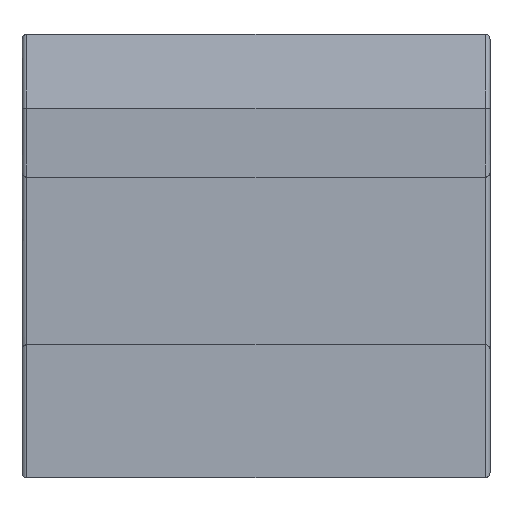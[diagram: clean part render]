
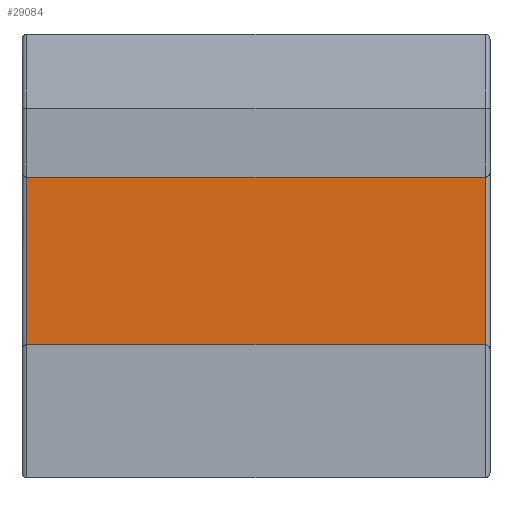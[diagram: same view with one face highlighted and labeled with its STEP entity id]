
A CAD part, front view. The second image highlights one B-rep face of the part: STEP entity #29084.
In plain terms, the highlighted planar face has unit normal (0, -1, 0).
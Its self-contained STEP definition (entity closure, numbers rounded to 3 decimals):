
#723 = EDGE_CURVE ( 'NONE', #14165, #14621, #3939, .T. ) ;
#745 = DIRECTION ( 'NONE',  ( 0., 0., 1. ) ) ;
#1911 = CARTESIAN_POINT ( 'NONE',  ( 46.5, -25.5, -18. ) ) ;
#3939 = LINE ( 'NONE', #11178, #15196 ) ;
#6938 = CARTESIAN_POINT ( 'NONE',  ( -46.5, -25.5, -18. ) ) ;
#7469 = VECTOR ( 'NONE', #14135, 1000. ) ;
#8456 = CARTESIAN_POINT ( 'NONE',  ( 47.5, -25.5, 16. ) ) ;
#9172 = DIRECTION ( 'NONE',  ( -1., 0., 0. ) ) ;
#9879 = FACE_OUTER_BOUND ( 'NONE', #13246, .T. ) ;
#11178 = CARTESIAN_POINT ( 'NONE',  ( -46.5, -25.5, 16. ) ) ;
#11344 = DIRECTION ( 'NONE',  ( 0., 0., -1. ) ) ;
#11727 = EDGE_CURVE ( 'NONE', #15378, #14560, #14245, .T. ) ;
#13246 = EDGE_LOOP ( 'NONE', ( #28949, #28551, #24005, #30273 ) ) ;
#13886 = AXIS2_PLACEMENT_3D ( 'NONE', #8456, #16155, #745 ) ;
#14019 = CARTESIAN_POINT ( 'NONE',  ( 46.5, -25.5, 16. ) ) ;
#14135 = DIRECTION ( 'NONE',  ( 0., 0., 1. ) ) ;
#14165 = VERTEX_POINT ( 'NONE', #28170 ) ;
#14245 = LINE ( 'NONE', #14019, #7469 ) ;
#14315 = CARTESIAN_POINT ( 'NONE',  ( 46.5, -25.5, 16. ) ) ;
#14529 = EDGE_CURVE ( 'NONE', #14560, #14165, #20124, .T. ) ;
#14560 = VERTEX_POINT ( 'NONE', #14315 ) ;
#14621 = VERTEX_POINT ( 'NONE', #6938 ) ;
#15196 = VECTOR ( 'NONE', #11344, 1000. ) ;
#15378 = VERTEX_POINT ( 'NONE', #1911 ) ;
#16155 = DIRECTION ( 'NONE',  ( 0., 1., 0. ) ) ;
#16865 = EDGE_CURVE ( 'NONE', #15378, #14621, #25939, .T. ) ;
#17435 = DIRECTION ( 'NONE',  ( -1., 0., 0. ) ) ;
#20124 = LINE ( 'NONE', #21915, #32832 ) ;
#21915 = CARTESIAN_POINT ( 'NONE',  ( 47.5, -25.5, 16. ) ) ;
#24005 = ORIENTED_EDGE ( 'NONE', *, *, #16865, .F. ) ;
#25939 = LINE ( 'NONE', #30122, #32659 ) ;
#28170 = CARTESIAN_POINT ( 'NONE',  ( -46.5, -25.5, 16. ) ) ;
#28551 = ORIENTED_EDGE ( 'NONE', *, *, #723, .T. ) ;
#28949 = ORIENTED_EDGE ( 'NONE', *, *, #14529, .T. ) ;
#29084 = ADVANCED_FACE ( 'NONE', ( #9879 ), #31434, .F. ) ;
#30122 = CARTESIAN_POINT ( 'NONE',  ( 47.5, -25.5, -18. ) ) ;
#30273 = ORIENTED_EDGE ( 'NONE', *, *, #11727, .T. ) ;
#31434 = PLANE ( 'NONE',  #13886 ) ;
#32659 = VECTOR ( 'NONE', #17435, 1000. ) ;
#32832 = VECTOR ( 'NONE', #9172, 1000. ) ;
